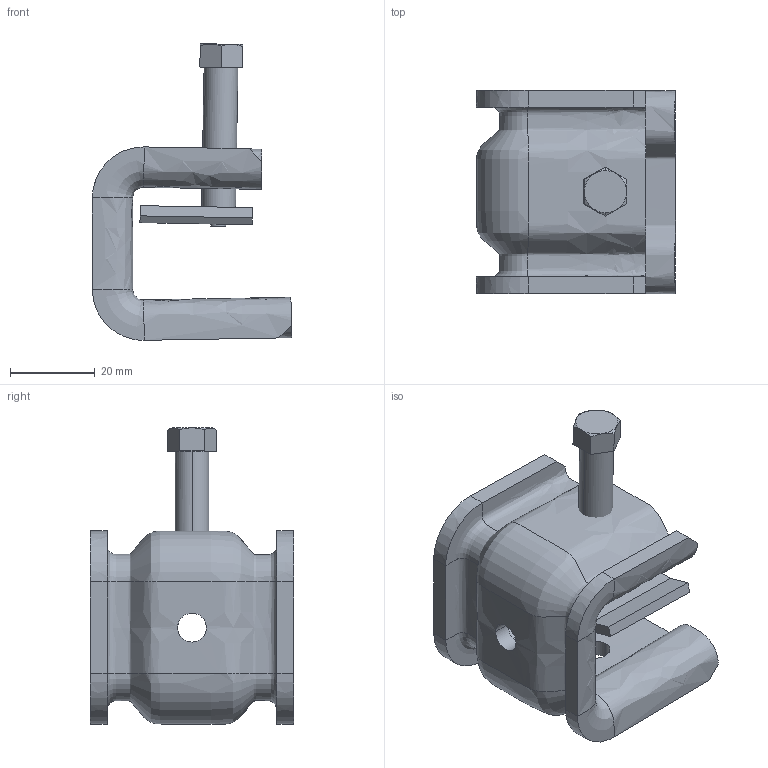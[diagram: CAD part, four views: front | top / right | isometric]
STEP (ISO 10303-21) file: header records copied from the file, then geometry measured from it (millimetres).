
FILE_DESCRIPTION(/* description */ (''),/* implementation_level */ '2;1');
FILE_NAME(/* name */ '1486282',/* time_stamp */ '2014-04-29T15:47:45+02:00',/* author */ (''),/* organization */ (''),/* preprocessor_version */ 'ST-DEVELOPER v15',/* originating_system */ '',/* authorisation */ '');
FILE_SCHEMA (('AUTOMOTIVE_DESIGN'));
Length unit declared in the file: millimetre
Products named in the file (2): Document; Block 03
Assembly tree (1 placements, depth 2):
  Document
    Block 03
Bounding box: 47.04 x 48 x 70.02 mm (x, y, z)
Volume: 33123.3 mm3; surface area: 18546.8 mm2
Topology: 3 solids, 3 shells, 60 faces, 138 edges, 85 vertices
Faces by surface type: bspline 34, plane 26
Entity records: 5865 total; most frequent: CARTESIAN_POINT 4977, ORIENTED_EDGE 272, EDGE_CURVE 136, VERTEX_POINT 85, B_SPLINE_CURVE_WITH_KNOTS 68, EDGE_LOOP 67, ADVANCED_FACE 60, FACE_OUTER_BOUND 60
